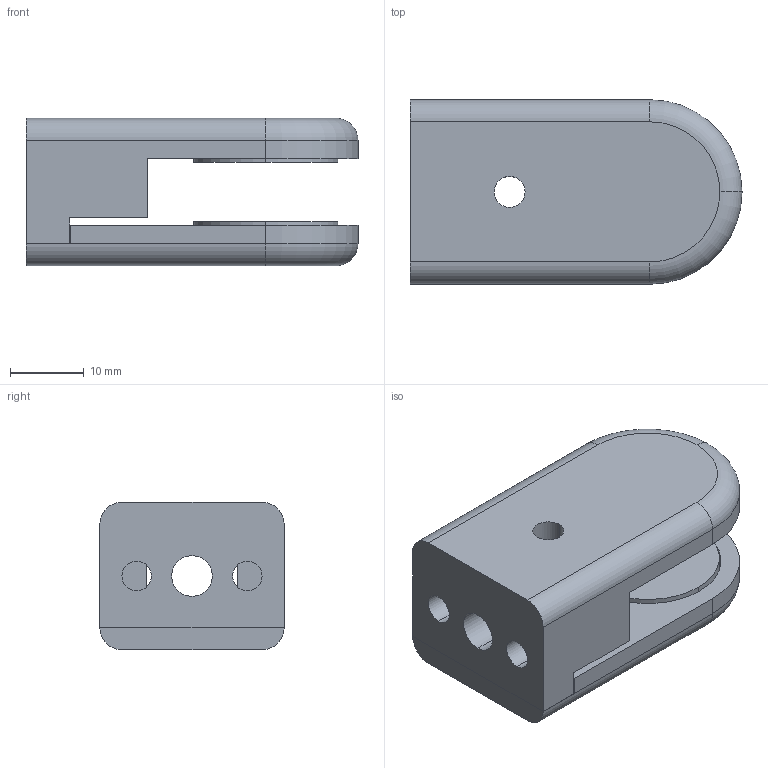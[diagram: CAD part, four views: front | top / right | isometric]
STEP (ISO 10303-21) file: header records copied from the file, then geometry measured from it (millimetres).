
FILE_DESCRIPTION(('STEP AP214'),'1');
FILE_NAME('fath_093310.stp','2017-09-06T14:45:32',('TraceParts'),('TraceParts S.A.'),'Spatial InterOp 3D',' ',' ');
FILE_SCHEMA(('automotive_design'));
Length unit declared in the file: millimetre
Products named in the file (4): fath_093310_1; fath_093310_2; fath_093310_3; fath_093310_4
Bounding box: 45 x 25 x 20 mm (x, y, z)
Volume: 12859.9 mm3; surface area: 8303.4 mm2
Topology: 4 solids, 4 shells, 63 faces, 148 edges, 96 vertices
Faces by surface type: plane 31, cylinder 28, torus 4
Entity records: 2438 total; most frequent: DIRECTION 344, CARTESIAN_POINT 311, ORIENTED_EDGE 296, EDGE_CURVE 148, AXIS2_PLACEMENT_3D 129, VERTEX_POINT 96, LINE 86, VECTOR 86
